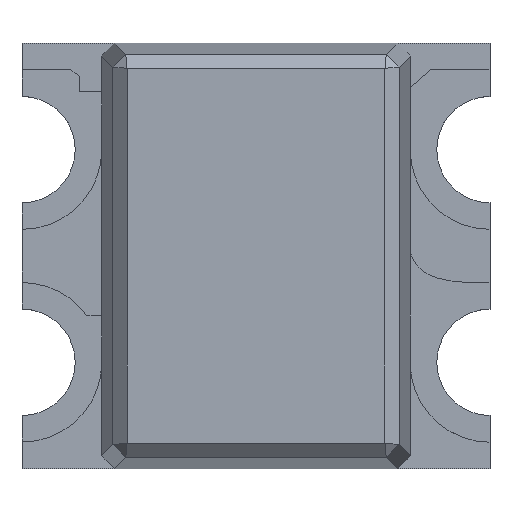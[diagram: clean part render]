
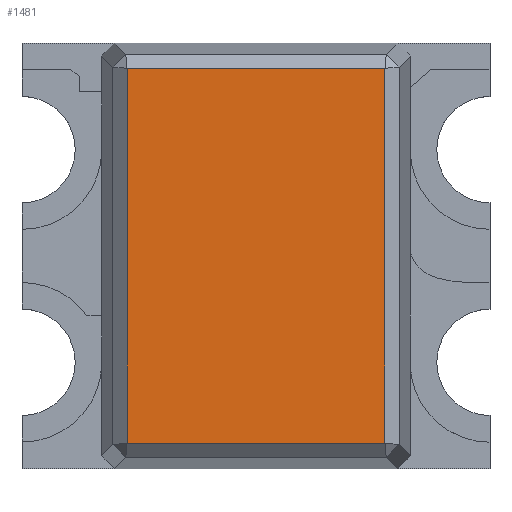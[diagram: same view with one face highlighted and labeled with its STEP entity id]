
A CAD part, top view. The second image highlights one B-rep face of the part: STEP entity #1481.
In plain terms, the highlighted planar face has unit normal (0, 0, 1).
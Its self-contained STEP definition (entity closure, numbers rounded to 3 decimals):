
#103=FACE_OUTER_BOUND('',#196,.T.);
#196=EDGE_LOOP('',(#1084,#1085,#1086,#1087));
#308=LINE('',#2220,#487);
#316=LINE('',#2236,#495);
#318=LINE('',#2239,#497);
#320=LINE('',#2242,#499);
#487=VECTOR('',#1794,10.);
#495=VECTOR('',#1808,10.);
#497=VECTOR('',#1812,10.);
#499=VECTOR('',#1816,10.);
#644=VERTEX_POINT('',#2181);
#649=VERTEX_POINT('',#2194);
#654=VERTEX_POINT('',#2207);
#659=VERTEX_POINT('',#2223);
#808=EDGE_CURVE('',#644,#654,#308,.T.);
#816=EDGE_CURVE('',#654,#659,#316,.T.);
#818=EDGE_CURVE('',#659,#649,#318,.T.);
#820=EDGE_CURVE('',#649,#644,#320,.T.);
#1084=ORIENTED_EDGE('',*,*,#808,.F.);
#1085=ORIENTED_EDGE('',*,*,#820,.F.);
#1086=ORIENTED_EDGE('',*,*,#818,.F.);
#1087=ORIENTED_EDGE('',*,*,#816,.F.);
#1398=PLANE('',#1605);
#1481=ADVANCED_FACE('',(#103),#1398,.T.);
#1605=AXIS2_PLACEMENT_3D('',#2247,#1823,#1824);
#1794=DIRECTION('',(-1.,0.,0.));
#1808=DIRECTION('',(0.,1.,0.));
#1812=DIRECTION('',(1.,0.,0.));
#1816=DIRECTION('',(0.,-1.,0.));
#1823=DIRECTION('center_axis',(0.,0.,1.));
#1824=DIRECTION('ref_axis',(-1.,0.,0.));
#2181=CARTESIAN_POINT('',(0.606,-0.881,0.84));
#2194=CARTESIAN_POINT('',(0.606,0.881,0.84));
#2207=CARTESIAN_POINT('',(-0.606,-0.881,0.84));
#2220=CARTESIAN_POINT('',(0.363,-0.881,0.84));
#2223=CARTESIAN_POINT('',(-0.606,0.881,0.84));
#2236=CARTESIAN_POINT('',(-0.606,-0.5,0.84));
#2239=CARTESIAN_POINT('',(-0.363,0.881,0.84));
#2242=CARTESIAN_POINT('',(0.606,0.5,0.84));
#2247=CARTESIAN_POINT('Origin',(0.,0.,0.84));
